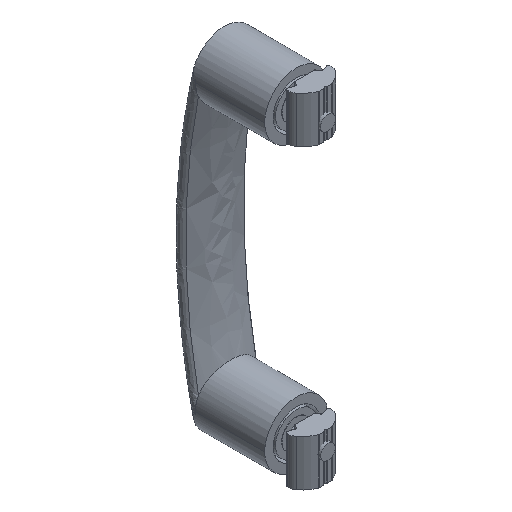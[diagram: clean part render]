
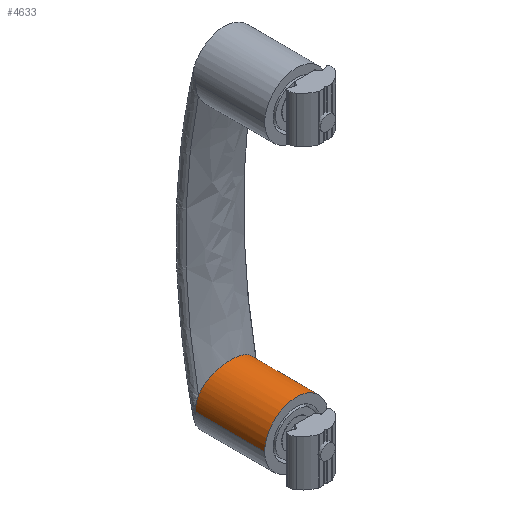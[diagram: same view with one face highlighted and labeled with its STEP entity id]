
A CAD part, isometric view. The second image highlights one B-rep face of the part: STEP entity #4633.
In plain terms, the highlighted cylindrical face has radius 13 mm (diameter 26 mm), a partial arc.
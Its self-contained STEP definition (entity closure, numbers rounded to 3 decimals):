
#19 = CARTESIAN_POINT ( 'NONE',  ( 13.136, 39.882, -116.732 ) ) ;
#86 = CARTESIAN_POINT ( 'NONE',  ( 6.301, 39.709, -116.232 ) ) ;
#221 = CARTESIAN_POINT ( 'NONE',  ( 19.656, 41.113, -121.803 ) ) ;
#492 = CARTESIAN_POINT ( 'NONE',  ( 4.495, 39.881, -116.726 ) ) ;
#525 = CARTESIAN_POINT ( 'NONE',  ( 2.231, 40.219, -117.779 ) ) ;
#564 = CARTESIAN_POINT ( 'NONE',  ( 21.825, 13., -129. ) ) ;
#657 = DIRECTION ( 'NONE',  ( 0., -1., 0. ) ) ;
#695 = DIRECTION ( 'NONE',  ( 0., -1., 0. ) ) ;
#745 = CARTESIAN_POINT ( 'NONE',  ( 20.99, 41.324, -124.364 ) ) ;
#837 = CARTESIAN_POINT ( 'NONE',  ( -3.34, 41.324, -124.364 ) ) ;
#854 = EDGE_CURVE ( 'NONE', #6736, #2065, #4523, .T. ) ;
#882 = AXIS2_PLACEMENT_3D ( 'NONE', #5598, #2946, #4046 ) ;
#1103 = LINE ( 'NONE', #4952, #5342 ) ;
#1138 = CARTESIAN_POINT ( 'NONE',  ( 0.002, 40.668, -119.447 ) ) ;
#1171 = EDGE_CURVE ( 'NONE', #5190, #2439, #1103, .T. ) ;
#1194 = CARTESIAN_POINT ( 'NONE',  ( -3.063, 41.293, -123.74 ) ) ;
#1195 = CARTESIAN_POINT ( 'NONE',  ( 20.456, 41.265, -123.159 ) ) ;
#1228 = CARTESIAN_POINT ( 'NONE',  ( -4.175, 27.25, -129. ) ) ;
#1365 = CARTESIAN_POINT ( 'NONE',  ( -3.564, 41.4, -125.002 ) ) ;
#1425 = CIRCLE ( 'NONE', #5917, 13. ) ;
#1551 = CARTESIAN_POINT ( 'NONE',  ( 10.093, 39.625, -116. ) ) ;
#1611 = EDGE_CURVE ( 'NONE', #2418, #6297, #1425, .T. ) ;
#1624 = CARTESIAN_POINT ( 'NONE',  ( 2.783, 40.124, -117.472 ) ) ;
#1626 = ORIENTED_EDGE ( 'NONE', *, *, #854, .F. ) ;
#1700 = CARTESIAN_POINT ( 'NONE',  ( 20.16, 41.214, -122.603 ) ) ;
#1750 = EDGE_CURVE ( 'NONE', #2501, #6736, #4377, .T. ) ;
#1778 = CARTESIAN_POINT ( 'NONE',  ( 20.713, 41.293, -123.74 ) ) ;
#1790 = DIRECTION ( 'NONE',  ( 1., 0., 0. ) ) ;
#1808 = DIRECTION ( 'NONE',  ( 0., -1., 0. ) ) ;
#1978 = DIRECTION ( 'NONE',  ( 1., 0., 0. ) ) ;
#2065 = VERTEX_POINT ( 'NONE', #5371 ) ;
#2156 = CARTESIAN_POINT ( 'NONE',  ( 13.723, 39.956, -116.954 ) ) ;
#2295 = CARTESIAN_POINT ( 'NONE',  ( -4.175, 41.5, -129. ) ) ;
#2376 = CARTESIAN_POINT ( 'NONE',  ( 8.825, 41.5, -129. ) ) ;
#2391 = FACE_OUTER_BOUND ( 'NONE', #5716, .T. ) ;
#2406 = CARTESIAN_POINT ( 'NONE',  ( 20.713, 41.293, -123.74 ) ) ;
#2418 = VERTEX_POINT ( 'NONE', #3200 ) ;
#2434 = CARTESIAN_POINT ( 'NONE',  ( 21.214, 41.4, -125.002 ) ) ;
#2439 = VERTEX_POINT ( 'NONE', #564 ) ;
#2501 = VERTEX_POINT ( 'NONE', #1194 ) ;
#2573 = CIRCLE ( 'NONE', #882, 13. ) ;
#2617 = ORIENTED_EDGE ( 'NONE', *, *, #4770, .T. ) ;
#2646 = CARTESIAN_POINT ( 'NONE',  ( 5.688, 39.757, -116.369 ) ) ;
#2683 = CARTESIAN_POINT ( 'NONE',  ( 8.187, 39.625, -116. ) ) ;
#2946 = DIRECTION ( 'NONE',  ( 0., 1., 0. ) ) ;
#3168 = CARTESIAN_POINT ( 'NONE',  ( -2.549, 41.237, -122.578 ) ) ;
#3200 = CARTESIAN_POINT ( 'NONE',  ( -3.737, 41.5, -125.655 ) ) ;
#3201 = CARTESIAN_POINT ( 'NONE',  ( 0.7, 40.517, -118.833 ) ) ;
#3274 = CARTESIAN_POINT ( 'NONE',  ( 3.915, 39.955, -116.947 ) ) ;
#3363 = LINE ( 'NONE', #1228, #5374 ) ;
#3433 = CARTESIAN_POINT ( 'NONE',  ( 17.875, 40.717, -119.647 ) ) ;
#3451 = EDGE_CURVE ( 'NONE', #5190, #2065, #4225, .T. ) ;
#3676 = ORIENTED_EDGE ( 'NONE', *, *, #3451, .T. ) ;
#3743 = ORIENTED_EDGE ( 'NONE', *, *, #1750, .F. ) ;
#3761 = CARTESIAN_POINT ( 'NONE',  ( 15.399, 40.216, -117.767 ) ) ;
#3796 = CARTESIAN_POINT ( 'NONE',  ( -0.661, 40.816, -120.106 ) ) ;
#3863 = DIRECTION ( 'NONE',  ( 0., -1., 0. ) ) ;
#4046 = DIRECTION ( 'NONE',  ( 1., 0., 0. ) ) ;
#4193 = ORIENTED_EDGE ( 'NONE', *, *, #5758, .T. ) ;
#4199 = CARTESIAN_POINT ( 'NONE',  ( 1.192, 40.415, -118.459 ) ) ;
#4225 = CIRCLE ( 'NONE', #4341, 13. ) ;
#4284 = CARTESIAN_POINT ( 'NONE',  ( 14.01, 39.996, -117.075 ) ) ;
#4341 = AXIS2_PLACEMENT_3D ( 'NONE', #4632, #6759, #1978 ) ;
#4377 = B_SPLINE_CURVE_WITH_KNOTS ( 'NONE', 3,
 ( #5860, #3168, #6858, #6388, #3796, #5295, #1138, #3201, #4199, #525, #1624, #3274, #492, #2646, #86, #5401, #2683, #1551, #4765, #4805, #19, #2156, #4284, #6425, #3761, #5895, #4980, #3433, #4418, #6041, #5431, #4391, #221, #1700, #1195, #4946 ),
 .UNSPECIFIED., .F., .F.,
 ( 4, 2, 2, 2, 2, 2, 2, 2, 2, 2, 2, 2, 2, 2, 2, 2, 2, 4 ),
 ( 0., 0.004, 0.005, 0.006, 0.008, 0.009, 0.011, 0.013, 0.015, 0.019, 0.02, 0.021, 0.023, 0.024, 0.026, 0.027, 0.028, 0.03 ),
 .UNSPECIFIED. ) ;
#4391 = CARTESIAN_POINT ( 'NONE',  ( 19.478, 41.076, -121.542 ) ) ;
#4418 = CARTESIAN_POINT ( 'NONE',  ( 18.309, 40.815, -120.087 ) ) ;
#4444 = CYLINDRICAL_SURFACE ( 'NONE', #6695, 13. ) ;
#4523 = B_SPLINE_CURVE_WITH_KNOTS ( 'NONE', 3,
 ( #2406, #745, #2434, #6112 ),
 .UNSPECIFIED., .F., .F.,
 ( 4, 4 ),
 ( 0., 0.002 ),
 .UNSPECIFIED. ) ;
#4599 = ORIENTED_EDGE ( 'NONE', *, *, #5533, .F. ) ;
#4632 = CARTESIAN_POINT ( 'NONE',  ( 8.825, 41.5, -129. ) ) ;
#4633 = ADVANCED_FACE ( 'NONE', ( #2391 ), #4444, .T. ) ;
#4638 = VERTEX_POINT ( 'NONE', #6588 ) ;
#4765 = CARTESIAN_POINT ( 'NONE',  ( 11.33, 39.693, -116.182 ) ) ;
#4770 = EDGE_CURVE ( 'NONE', #4638, #2439, #2573, .T. ) ;
#4805 = CARTESIAN_POINT ( 'NONE',  ( 12.836, 39.848, -116.63 ) ) ;
#4882 = ORIENTED_EDGE ( 'NONE', *, *, #1611, .T. ) ;
#4946 = CARTESIAN_POINT ( 'NONE',  ( 20.713, 41.293, -123.74 ) ) ;
#4952 = CARTESIAN_POINT ( 'NONE',  ( 21.825, 27.25, -129. ) ) ;
#4980 = CARTESIAN_POINT ( 'NONE',  ( 16.942, 40.515, -118.827 ) ) ;
#5107 = CARTESIAN_POINT ( 'NONE',  ( -3.063, 41.293, -123.74 ) ) ;
#5190 = VERTEX_POINT ( 'NONE', #6532 ) ;
#5248 = CARTESIAN_POINT ( 'NONE',  ( -3.737, 41.5, -125.655 ) ) ;
#5295 = CARTESIAN_POINT ( 'NONE',  ( -0.224, 40.718, -119.661 ) ) ;
#5342 = VECTOR ( 'NONE', #3863, 1000. ) ;
#5371 = CARTESIAN_POINT ( 'NONE',  ( 21.387, 41.5, -125.655 ) ) ;
#5374 = VECTOR ( 'NONE', #657, 1000. ) ;
#5401 = CARTESIAN_POINT ( 'NONE',  ( 7.556, 39.642, -116.047 ) ) ;
#5425 = CARTESIAN_POINT ( 'NONE',  ( 8.825, 27.25, -129. ) ) ;
#5431 = CARTESIAN_POINT ( 'NONE',  ( 19.107, 40.995, -121.038 ) ) ;
#5438 = DIRECTION ( 'NONE',  ( 1., 0., 0. ) ) ;
#5533 = EDGE_CURVE ( 'NONE', #2418, #2501, #6654, .T. ) ;
#5598 = CARTESIAN_POINT ( 'NONE',  ( 8.825, 13., -129. ) ) ;
#5716 = EDGE_LOOP ( 'NONE', ( #4882, #4193, #2617, #6659, #3676, #1626, #3743, #4599 ) ) ;
#5758 = EDGE_CURVE ( 'NONE', #6297, #4638, #3363, .T. ) ;
#5860 = CARTESIAN_POINT ( 'NONE',  ( -3.063, 41.293, -123.74 ) ) ;
#5895 = CARTESIAN_POINT ( 'NONE',  ( 16.441, 40.412, -118.446 ) ) ;
#5917 = AXIS2_PLACEMENT_3D ( 'NONE', #2376, #1808, #5438 ) ;
#6041 = CARTESIAN_POINT ( 'NONE',  ( 18.913, 40.951, -120.795 ) ) ;
#6112 = CARTESIAN_POINT ( 'NONE',  ( 21.387, 41.5, -125.655 ) ) ;
#6297 = VERTEX_POINT ( 'NONE', #2295 ) ;
#6388 = CARTESIAN_POINT ( 'NONE',  ( -0.874, 40.864, -120.338 ) ) ;
#6425 = CARTESIAN_POINT ( 'NONE',  ( 14.857, 40.123, -117.467 ) ) ;
#6532 = CARTESIAN_POINT ( 'NONE',  ( 21.825, 41.5, -129. ) ) ;
#6588 = CARTESIAN_POINT ( 'NONE',  ( -4.175, 13., -129. ) ) ;
#6654 = B_SPLINE_CURVE_WITH_KNOTS ( 'NONE', 3,
 ( #5248, #1365, #837, #5107 ),
 .UNSPECIFIED., .F., .F.,
 ( 4, 4 ),
 ( 0., 0.002 ),
 .UNSPECIFIED. ) ;
#6659 = ORIENTED_EDGE ( 'NONE', *, *, #1171, .F. ) ;
#6695 = AXIS2_PLACEMENT_3D ( 'NONE', #5425, #695, #1790 ) ;
#6736 = VERTEX_POINT ( 'NONE', #1778 ) ;
#6759 = DIRECTION ( 'NONE',  ( 0., -1., 0. ) ) ;
#6858 = CARTESIAN_POINT ( 'NONE',  ( -1.885, 41.091, -121.527 ) ) ;
